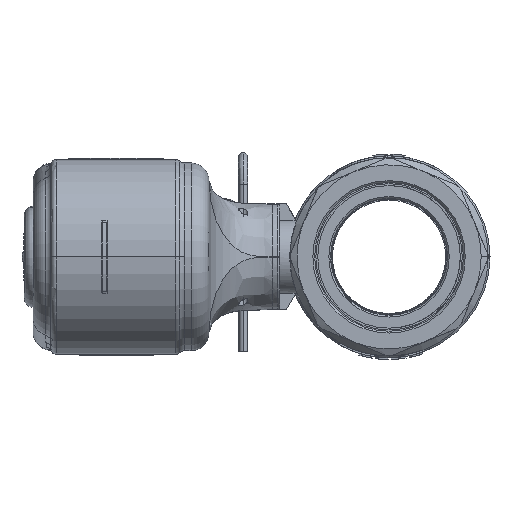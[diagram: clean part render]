
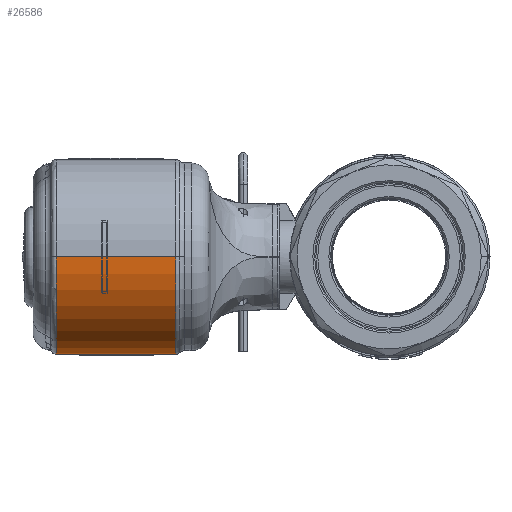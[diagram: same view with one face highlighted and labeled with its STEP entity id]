
A CAD part, left-side view. The second image highlights one B-rep face of the part: STEP entity #26586.
In plain terms, the highlighted cylindrical face has radius 27.5 mm (diameter 55 mm), a partial arc.
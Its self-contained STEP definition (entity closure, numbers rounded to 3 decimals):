
#25753=CARTESIAN_POINT('Line Origine',(-68.365,28.089,226.111)) ;
#25757=CARTESIAN_POINT('Vertex',(-68.365,11.246,226.111)) ;
#25759=CARTESIAN_POINT('Vertex',(-68.365,44.932,226.111)) ;
#26365=CARTESIAN_POINT('Vertex',(-95.865,44.932,253.611)) ;
#26373=CARTESIAN_POINT('Axis2P3D Location',(-68.365,44.932,253.611)) ;
#26563=CARTESIAN_POINT('Axis2P3D Location',(-68.365,46.432,253.611)) ;
#26568=CARTESIAN_POINT('Line Origine',(-95.865,46.432,253.611)) ;
#26572=CARTESIAN_POINT('Vertex',(-95.865,11.246,253.611)) ;
#26575=CARTESIAN_POINT('Axis2P3D Location',(-68.365,11.246,253.611)) ;
#25754=DIRECTION('Vector Direction',(0.,1.,0.)) ;
#26374=DIRECTION('Axis2P3D Direction',(0.,-1.,0.)) ;
#26564=DIRECTION('Axis2P3D Direction',(0.,-1.,0.)) ;
#26565=DIRECTION('Axis2P3D XDirection',(0.,0.,1.)) ;
#26569=DIRECTION('Vector Direction',(0.,-1.,0.)) ;
#26576=DIRECTION('Axis2P3D Direction',(0.,-1.,0.)) ;
#26375=AXIS2_PLACEMENT_3D('Circle Axis2P3D',#26373,#26374,$) ;
#26566=AXIS2_PLACEMENT_3D('Cylinder Axis2P3D',#26563,#26564,#26565) ;
#26577=AXIS2_PLACEMENT_3D('Circle Axis2P3D',#26575,#26576,$) ;
#26581=ORIENTED_EDGE('',*,*,#26574,.F.) ;
#26582=ORIENTED_EDGE('',*,*,#26377,.T.) ;
#26583=ORIENTED_EDGE('',*,*,#25761,.F.) ;
#26584=ORIENTED_EDGE('',*,*,#26579,.T.) ;
#25755=VECTOR('Line Direction',#25754,1.) ;
#26570=VECTOR('Line Direction',#26569,1.) ;
#26586=ADVANCED_FACE('NAUO1',(#26585),#26567,.T.) ;
#26376=CIRCLE('generated circle',#26375,27.5) ;
#26578=CIRCLE('generated circle',#26577,27.5) ;
#26567=CYLINDRICAL_SURFACE('generated cylinder',#26566,27.5) ;
#25761=EDGE_CURVE('',#25758,#25760,#25756,.T.) ;
#26377=EDGE_CURVE('',#26366,#25760,#26376,.T.) ;
#26574=EDGE_CURVE('',#26366,#26573,#26571,.T.) ;
#26579=EDGE_CURVE('',#25758,#26573,#26578,.F.) ;
#26580=EDGE_LOOP('',(#26581,#26582,#26583,#26584)) ;
#26585=FACE_OUTER_BOUND('',#26580,.T.) ;
#25756=LINE('Line',#25753,#25755) ;
#26571=LINE('Line',#26568,#26570) ;
#25758=VERTEX_POINT('',#25757) ;
#25760=VERTEX_POINT('',#25759) ;
#26366=VERTEX_POINT('',#26365) ;
#26573=VERTEX_POINT('',#26572) ;
